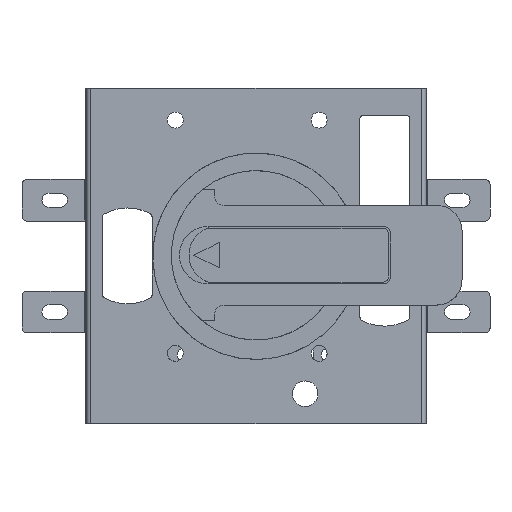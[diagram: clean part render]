
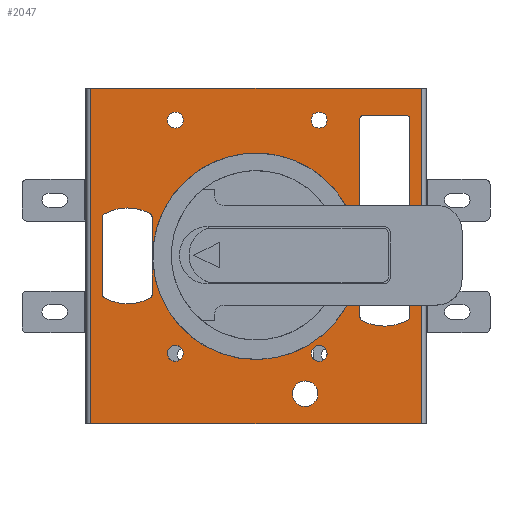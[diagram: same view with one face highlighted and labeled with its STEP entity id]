
A CAD part, top view. The second image highlights one B-rep face of the part: STEP entity #2047.
In plain terms, the highlighted planar face has unit normal (0, 0, 1).
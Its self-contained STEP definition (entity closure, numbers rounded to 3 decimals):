
#2047=ADVANCED_FACE('',(#4192,#4193,#4194,#4195,#4196,#4197,#4198,#4199,
#4200),#3051,.T.);
#3051=PLANE('',#17742);
#3566=CIRCLE('',#17725,1.);
#3567=CIRCLE('',#17726,15.);
#3568=CIRCLE('',#17727,1.);
#3569=CIRCLE('',#17728,1.);
#3570=CIRCLE('',#17729,1.);
#3571=CIRCLE('',#17730,4.);
#3572=CIRCLE('',#17731,2.5);
#3573=CIRCLE('',#17732,2.5);
#3574=CIRCLE('',#17733,2.5);
#3575=CIRCLE('',#17734,2.5);
#3576=CIRCLE('',#17735,12.);
#3577=CIRCLE('',#17736,15.);
#3578=CIRCLE('',#17737,1.);
#3579=CIRCLE('',#17738,1.);
#3580=CIRCLE('',#17739,15.);
#3581=CIRCLE('',#17740,1.);
#3582=CIRCLE('',#17741,1.);
#4192=FACE_BOUND('',#4506,.T.);
#4193=FACE_BOUND('',#4507,.T.);
#4194=FACE_BOUND('',#4508,.T.);
#4195=FACE_BOUND('',#4509,.T.);
#4196=FACE_BOUND('',#4510,.T.);
#4197=FACE_BOUND('',#4511,.T.);
#4198=FACE_BOUND('',#4512,.T.);
#4199=FACE_BOUND('',#4513,.T.);
#4200=FACE_BOUND('',#4514,.T.);
#4506=EDGE_LOOP('',(#5801,#5802,#5803,#5804,#5805,#5806,#5807,#5808));
#4507=EDGE_LOOP('',(#5809));
#4508=EDGE_LOOP('',(#5810));
#4509=EDGE_LOOP('',(#5811));
#4510=EDGE_LOOP('',(#5812));
#4511=EDGE_LOOP('',(#5813));
#4512=EDGE_LOOP('',(#5814));
#4513=EDGE_LOOP('',(#5815,#5816,#5817,#5818,#5819,#5820,#5821,#5822));
#4514=EDGE_LOOP('',(#5823,#5824,#5825,#5826));
#5801=ORIENTED_EDGE('',*,*,#12526,.F.);
#5802=ORIENTED_EDGE('',*,*,#12527,.T.);
#5803=ORIENTED_EDGE('',*,*,#12528,.F.);
#5804=ORIENTED_EDGE('',*,*,#12529,.T.);
#5805=ORIENTED_EDGE('',*,*,#12530,.F.);
#5806=ORIENTED_EDGE('',*,*,#12531,.T.);
#5807=ORIENTED_EDGE('',*,*,#12532,.F.);
#5808=ORIENTED_EDGE('',*,*,#12533,.T.);
#5809=ORIENTED_EDGE('',*,*,#12534,.F.);
#5810=ORIENTED_EDGE('',*,*,#12535,.F.);
#5811=ORIENTED_EDGE('',*,*,#12536,.F.);
#5812=ORIENTED_EDGE('',*,*,#12537,.F.);
#5813=ORIENTED_EDGE('',*,*,#12538,.F.);
#5814=ORIENTED_EDGE('',*,*,#12539,.F.);
#5815=ORIENTED_EDGE('',*,*,#12540,.F.);
#5816=ORIENTED_EDGE('',*,*,#12541,.T.);
#5817=ORIENTED_EDGE('',*,*,#12542,.F.);
#5818=ORIENTED_EDGE('',*,*,#12543,.T.);
#5819=ORIENTED_EDGE('',*,*,#12544,.F.);
#5820=ORIENTED_EDGE('',*,*,#12545,.T.);
#5821=ORIENTED_EDGE('',*,*,#12546,.F.);
#5822=ORIENTED_EDGE('',*,*,#12547,.T.);
#5823=ORIENTED_EDGE('',*,*,#12517,.T.);
#5824=ORIENTED_EDGE('',*,*,#12548,.T.);
#5825=ORIENTED_EDGE('',*,*,#12521,.F.);
#5826=ORIENTED_EDGE('',*,*,#12549,.T.);
#10835=VERTEX_POINT('',#24135);
#10836=VERTEX_POINT('',#24137);
#10837=VERTEX_POINT('',#24142);
#10838=VERTEX_POINT('',#24144);
#10839=VERTEX_POINT('',#24151);
#10840=VERTEX_POINT('',#24152);
#10841=VERTEX_POINT('',#24154);
#10842=VERTEX_POINT('',#24156);
#10843=VERTEX_POINT('',#24158);
#10844=VERTEX_POINT('',#24160);
#10845=VERTEX_POINT('',#24162);
#10846=VERTEX_POINT('',#24164);
#10847=VERTEX_POINT('',#24167);
#10848=VERTEX_POINT('',#24169);
#10849=VERTEX_POINT('',#24171);
#10850=VERTEX_POINT('',#24173);
#10851=VERTEX_POINT('',#24175);
#10852=VERTEX_POINT('',#24177);
#10853=VERTEX_POINT('',#24179);
#10854=VERTEX_POINT('',#24180);
#10855=VERTEX_POINT('',#24182);
#10856=VERTEX_POINT('',#24184);
#10857=VERTEX_POINT('',#24186);
#10858=VERTEX_POINT('',#24188);
#10859=VERTEX_POINT('',#24190);
#10860=VERTEX_POINT('',#24192);
#12517=EDGE_CURVE('',#10836,#10835,#15025,.T.);
#12521=EDGE_CURVE('',#10837,#10838,#15027,.T.);
#12526=EDGE_CURVE('',#10839,#10840,#15029,.T.);
#12527=EDGE_CURVE('',#10839,#10841,#3566,.T.);
#12528=EDGE_CURVE('',#10842,#10841,#3567,.T.);
#12529=EDGE_CURVE('',#10842,#10843,#3568,.T.);
#12530=EDGE_CURVE('',#10844,#10843,#15030,.T.);
#12531=EDGE_CURVE('',#10844,#10845,#3569,.T.);
#12532=EDGE_CURVE('',#10846,#10845,#15031,.T.);
#12533=EDGE_CURVE('',#10846,#10840,#3570,.T.);
#12534=EDGE_CURVE('',#10847,#10847,#3571,.T.);
#12535=EDGE_CURVE('',#10848,#10848,#3572,.T.);
#12536=EDGE_CURVE('',#10849,#10849,#3573,.T.);
#12537=EDGE_CURVE('',#10850,#10850,#3574,.T.);
#12538=EDGE_CURVE('',#10851,#10851,#3575,.T.);
#12539=EDGE_CURVE('',#10852,#10852,#3576,.T.);
#12540=EDGE_CURVE('',#10853,#10854,#3577,.T.);
#12541=EDGE_CURVE('',#10853,#10855,#3578,.T.);
#12542=EDGE_CURVE('',#10856,#10855,#15032,.T.);
#12543=EDGE_CURVE('',#10856,#10857,#3579,.T.);
#12544=EDGE_CURVE('',#10858,#10857,#3580,.T.);
#12545=EDGE_CURVE('',#10858,#10859,#3581,.T.);
#12546=EDGE_CURVE('',#10860,#10859,#15033,.T.);
#12547=EDGE_CURVE('',#10860,#10854,#3582,.T.);
#12548=EDGE_CURVE('',#10835,#10838,#15034,.T.);
#12549=EDGE_CURVE('',#10837,#10836,#15035,.T.);
#15025=LINE('',#24136,#16388);
#15027=LINE('',#24143,#16390);
#15029=LINE('',#24150,#16392);
#15030=LINE('',#24159,#16393);
#15031=LINE('',#24163,#16394);
#15032=LINE('',#24183,#16395);
#15033=LINE('',#24191,#16396);
#15034=LINE('',#24194,#16397);
#15035=LINE('',#24195,#16398);
#16388=VECTOR('',#19471,1.);
#16390=VECTOR('',#19479,1.);
#16392=VECTOR('',#19489,1.);
#16393=VECTOR('',#19496,1.);
#16394=VECTOR('',#19499,1.);
#16395=VECTOR('',#19518,1.);
#16396=VECTOR('',#19525,1.);
#16397=VECTOR('',#19528,1.);
#16398=VECTOR('',#19529,1.);
#17725=AXIS2_PLACEMENT_3D('',#24153,#19490,#19491);
#17726=AXIS2_PLACEMENT_3D('',#24155,#19492,#19493);
#17727=AXIS2_PLACEMENT_3D('',#24157,#19494,#19495);
#17728=AXIS2_PLACEMENT_3D('',#24161,#19497,#19498);
#17729=AXIS2_PLACEMENT_3D('',#24165,#19500,#19501);
#17730=AXIS2_PLACEMENT_3D('',#24166,#19502,#19503);
#17731=AXIS2_PLACEMENT_3D('',#24168,#19504,#19505);
#17732=AXIS2_PLACEMENT_3D('',#24170,#19506,#19507);
#17733=AXIS2_PLACEMENT_3D('',#24172,#19508,#19509);
#17734=AXIS2_PLACEMENT_3D('',#24174,#19510,#19511);
#17735=AXIS2_PLACEMENT_3D('',#24176,#19512,#19513);
#17736=AXIS2_PLACEMENT_3D('',#24178,#19514,#19515);
#17737=AXIS2_PLACEMENT_3D('',#24181,#19516,#19517);
#17738=AXIS2_PLACEMENT_3D('',#24185,#19519,#19520);
#17739=AXIS2_PLACEMENT_3D('',#24187,#19521,#19522);
#17740=AXIS2_PLACEMENT_3D('',#24189,#19523,#19524);
#17741=AXIS2_PLACEMENT_3D('',#24193,#19526,#19527);
#17742=AXIS2_PLACEMENT_3D('',#24196,#19530,#19531);
#19471=DIRECTION('',(1.,0.,0.));
#19479=DIRECTION('',(1.,0.,0.));
#19489=DIRECTION('',(0.,1.,0.));
#19490=DIRECTION('',(0.,0.,-1.));
#19491=DIRECTION('',(0.,-1.,0.));
#19492=DIRECTION('',(0.,0.,1.));
#19493=DIRECTION('',(0.,1.,0.));
#19494=DIRECTION('',(0.,0.,-1.));
#19495=DIRECTION('',(0.,-1.,0.));
#19496=DIRECTION('',(0.,-1.,0.));
#19497=DIRECTION('',(0.,0.,-1.));
#19498=DIRECTION('',(0.,-1.,0.));
#19499=DIRECTION('',(-1.,0.,0.));
#19500=DIRECTION('',(0.,0.,-1.));
#19501=DIRECTION('',(0.,-1.,0.));
#19502=DIRECTION('',(0.,0.,1.));
#19503=DIRECTION('',(0.,1.,0.));
#19504=DIRECTION('',(0.,0.,1.));
#19505=DIRECTION('',(0.,1.,0.));
#19506=DIRECTION('',(0.,0.,1.));
#19507=DIRECTION('',(0.,1.,0.));
#19508=DIRECTION('',(0.,0.,1.));
#19509=DIRECTION('',(0.,1.,0.));
#19510=DIRECTION('',(0.,0.,1.));
#19511=DIRECTION('',(0.,1.,0.));
#19512=DIRECTION('',(0.,0.,1.));
#19513=DIRECTION('',(0.,1.,0.));
#19514=DIRECTION('',(0.,0.,1.));
#19515=DIRECTION('',(0.,1.,0.));
#19516=DIRECTION('',(0.,0.,-1.));
#19517=DIRECTION('',(0.,-1.,0.));
#19518=DIRECTION('',(0.,-1.,0.));
#19519=DIRECTION('',(0.,0.,-1.));
#19520=DIRECTION('',(0.,-1.,0.));
#19521=DIRECTION('',(0.,0.,1.));
#19522=DIRECTION('',(0.,1.,0.));
#19523=DIRECTION('',(0.,0.,-1.));
#19524=DIRECTION('',(0.,-1.,0.));
#19525=DIRECTION('',(0.,1.,0.));
#19526=DIRECTION('',(0.,0.,-1.));
#19527=DIRECTION('',(0.,-1.,0.));
#19528=DIRECTION('',(0.,1.,0.));
#19529=DIRECTION('',(0.,-1.,0.));
#19530=DIRECTION('',(0.,0.,1.));
#19531=DIRECTION('',(0.,-1.,0.));
#24135=CARTESIAN_POINT('',(105.,-38.,17.5));
#24136=CARTESIAN_POINT('',(0.,-38.,17.5));
#24137=CARTESIAN_POINT('',(1.5,-38.,17.5));
#24142=CARTESIAN_POINT('',(1.5,67.,17.5));
#24143=CARTESIAN_POINT('',(0.,67.,17.5));
#24144=CARTESIAN_POINT('',(105.,67.,17.5));
#24150=CARTESIAN_POINT('',(101.3,22.473,17.5));
#24151=CARTESIAN_POINT('',(101.3,-4.738,17.5));
#24152=CARTESIAN_POINT('',(101.3,57.5,17.5));
#24153=CARTESIAN_POINT('',(100.3,-4.738,17.5));
#24154=CARTESIAN_POINT('',(100.786,-5.612,17.5));
#24155=CARTESIAN_POINT('',(93.5,7.5,17.5));
#24156=CARTESIAN_POINT('',(86.321,-5.671,17.5));
#24157=CARTESIAN_POINT('',(86.8,-4.793,17.5));
#24158=CARTESIAN_POINT('',(85.8,-4.793,17.5));
#24159=CARTESIAN_POINT('',(85.8,27.49,17.5));
#24160=CARTESIAN_POINT('',(85.8,57.5,17.5));
#24161=CARTESIAN_POINT('',(86.8,57.5,17.5));
#24162=CARTESIAN_POINT('',(86.8,58.5,17.5));
#24163=CARTESIAN_POINT('',(98.3,58.5,17.5));
#24164=CARTESIAN_POINT('',(100.3,58.5,17.5));
#24165=CARTESIAN_POINT('',(100.3,57.5,17.5));
#24166=CARTESIAN_POINT('',(68.65,-28.65,17.5));
#24167=CARTESIAN_POINT('',(68.65,-24.65,17.5));
#24168=CARTESIAN_POINT('',(73.,57.,17.5));
#24169=CARTESIAN_POINT('',(73.,59.5,17.5));
#24170=CARTESIAN_POINT('',(28.,-16.,17.5));
#24171=CARTESIAN_POINT('',(28.,-13.5,17.5));
#24172=CARTESIAN_POINT('',(28.,57.,17.5));
#24173=CARTESIAN_POINT('',(28.,59.5,17.5));
#24174=CARTESIAN_POINT('',(73.,-16.,17.5));
#24175=CARTESIAN_POINT('',(73.,-13.5,17.5));
#24176=CARTESIAN_POINT('',(53.25,14.5,17.5));
#24177=CARTESIAN_POINT('',(53.25,26.5,17.5));
#24178=CARTESIAN_POINT('',(13.,14.5,17.5));
#24179=CARTESIAN_POINT('',(5.714,1.388,17.5));
#24180=CARTESIAN_POINT('',(20.179,1.329,17.5));
#24181=CARTESIAN_POINT('',(6.2,2.262,17.5));
#24182=CARTESIAN_POINT('',(5.2,2.262,17.5));
#24183=CARTESIAN_POINT('',(5.2,27.49,17.5));
#24184=CARTESIAN_POINT('',(5.2,26.738,17.5));
#24185=CARTESIAN_POINT('',(6.2,26.738,17.5));
#24186=CARTESIAN_POINT('',(5.714,27.612,17.5));
#24187=CARTESIAN_POINT('',(13.,14.5,17.5));
#24188=CARTESIAN_POINT('',(20.179,27.671,17.5));
#24189=CARTESIAN_POINT('',(19.7,26.793,17.5));
#24190=CARTESIAN_POINT('',(20.7,26.793,17.5));
#24191=CARTESIAN_POINT('',(20.7,1.51,17.5));
#24192=CARTESIAN_POINT('',(20.7,2.207,17.5));
#24193=CARTESIAN_POINT('',(19.7,2.207,17.5));
#24194=CARTESIAN_POINT('',(105.,61.5,17.5));
#24195=CARTESIAN_POINT('',(1.5,61.5,17.5));
#24196=CARTESIAN_POINT('',(53.25,61.5,17.5));
